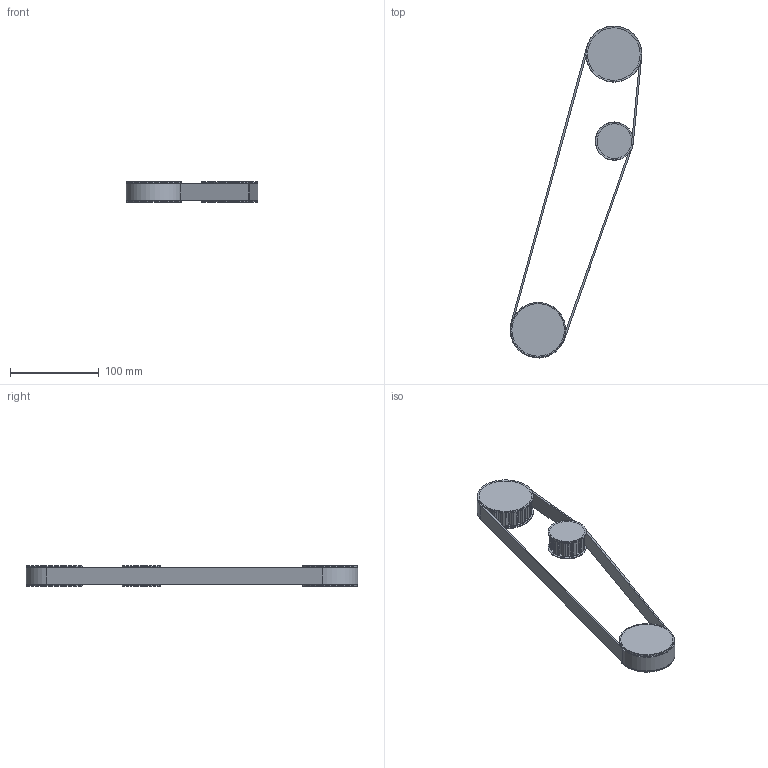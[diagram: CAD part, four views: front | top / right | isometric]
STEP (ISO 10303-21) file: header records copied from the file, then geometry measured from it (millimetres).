
FILE_DESCRIPTION( ('This file contains a STEP AP42 implementation' ,'as created by ZW3D STEP Interface translator.' ,'') ,'2;1' );
FILE_NAME( '肮祭々湍換冞_2.stp' ,'251027.114733', (''), ('ZWCAD Software Co.'), 'Version 1.0', 'ZW3D to STEP translator', '' );
FILE_SCHEMA(('AUTOMOTIVE_DESIGN { 1 0 10303 214 1 1 1 1 }'));
Length unit declared in the file: millimetre
Products named in the file (6): 0; 肮祭々湍換冞_2; 肮祭々湍3.ipt; 肮祭々湍謫41.ipt; 肮祭々湍謫51.ipt; 肮祭々湍謫61.ipt
Assembly tree (4 placements, depth 2):
  0
  肮祭々湍換冞_2
    肮祭々湍3.ipt
    肮祭々湍謫41.ipt
    肮祭々湍謫51.ipt
    肮祭々湍謫61.ipt
Bounding box: 148.75 x 374.62 x 23.44 mm (x, y, z)
Volume: 174759.4 mm3; surface area: 67095.4 mm2
Topology: 4 solids, 4 shells, 444 faces, 1136 edges, 700 vertices
Faces by surface type: plane 214, cylinder 206, cone 18, torus 6
Entity records: 14062 total; most frequent: DIRECTION 2584, CARTESIAN_POINT 2293, ORIENTED_EDGE 2272, EDGE_CURVE 1136, AXIS2_PLACEMENT_3D 991, VERTEX_POINT 700, VECTOR 602, LINE 602
